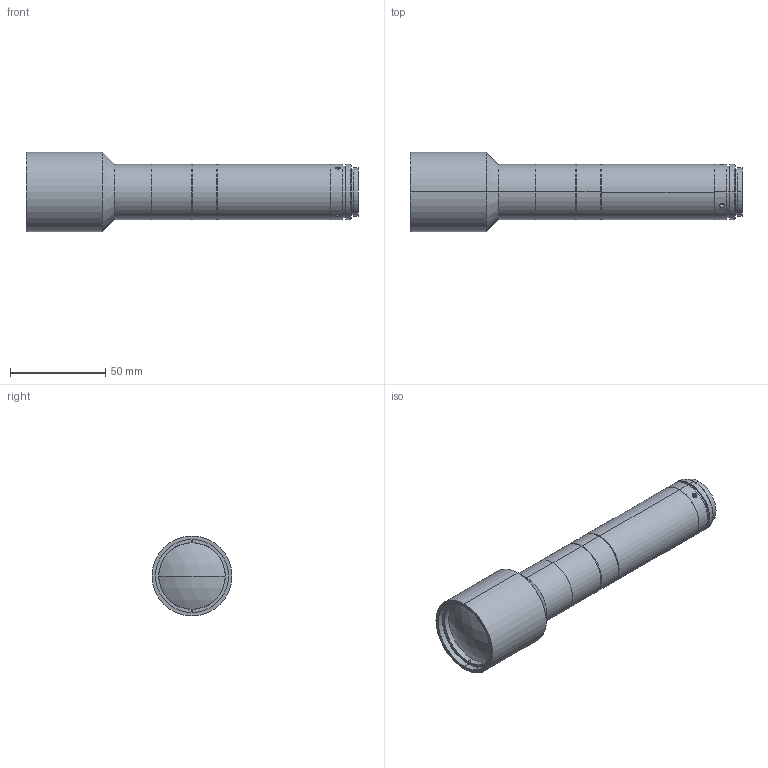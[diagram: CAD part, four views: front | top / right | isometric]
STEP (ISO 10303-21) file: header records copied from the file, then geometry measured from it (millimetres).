
FILE_DESCRIPTION (( 'STEP AP203' ), '1' );
FILE_NAME ('XF-5MDT1X178-1C.STEP', '2016-12-06T05:30:42', ( 'Lxtx999.CoM' ), ( 'Lxtx999.CoM' ), 'SwSTEP 2.0', 'SolidWorks 2014', '' );
FILE_SCHEMA (( 'CONFIG_CONTROL_DESIGN' ));
Length unit declared in the file: millimetre
Products named in the file (1): XF-5MDT1X178-1C
Bounding box: 174.48 x 42 x 42 mm (x, y, z)
Surface area: 26334.3 mm2 (no closed solid volume)
Topology: 0 solids, 9 shells, 69 faces, 170 edges, 115 vertices
Faces by surface type: cylinder 38, plane 21, cone 4, torus 4, sphere 2
Entity records: 2351 total; most frequent: CARTESIAN_POINT 583, DIRECTION 396, ORIENTED_EDGE 292, EDGE_CURVE 170, AXIS2_PLACEMENT_3D 168, VERTEX_POINT 115, CIRCLE 98, EDGE_LOOP 85
